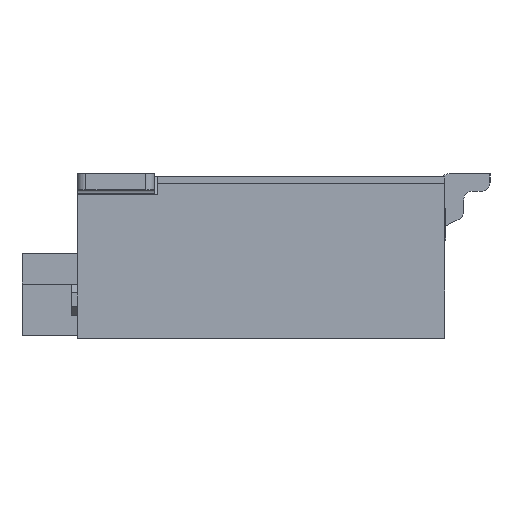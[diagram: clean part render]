
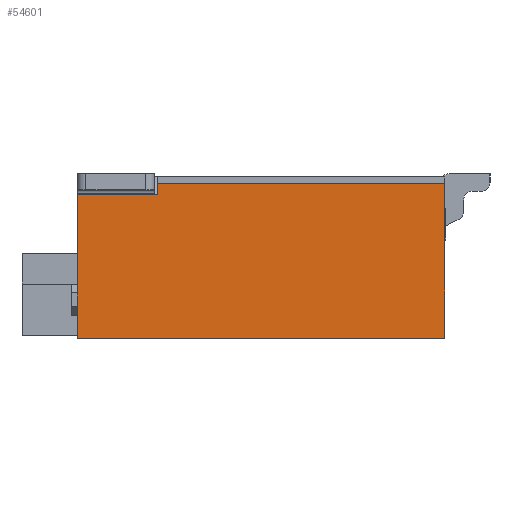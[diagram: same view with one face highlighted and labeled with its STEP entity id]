
A CAD part, left-side view. The second image highlights one B-rep face of the part: STEP entity #54601.
In plain terms, the highlighted planar face has unit normal (-1, 0, 0).
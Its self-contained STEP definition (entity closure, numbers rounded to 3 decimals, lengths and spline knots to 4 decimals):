
#1=DIRECTION('',(0.,-1.,0.));
#2=VECTOR('',#1,4.45);
#3=CARTESIAN_POINT('',(-11.225,1.6,1.145));
#4=LINE('',#3,#2);
#13=DIRECTION('',(0.,0.,-1.));
#14=VECTOR('',#13,0.17);
#15=CARTESIAN_POINT('',(-11.225,1.6,1.145));
#16=LINE('',#15,#14);
#191=DIRECTION('',(0.,1.,0.));
#192=VECTOR('',#191,5.7);
#193=CARTESIAN_POINT('',(-11.225,-2.85,-1.255));
#194=LINE('',#193,#192);
#383=DIRECTION('',(0.,0.,-1.));
#384=VECTOR('',#383,2.4);
#385=CARTESIAN_POINT('',(-11.225,-2.85,1.145));
#386=LINE('',#385,#384);
#8983=DIRECTION('',(0.,-1.,0.));
#8984=VECTOR('',#8983,1.25);
#8985=CARTESIAN_POINT('',(-11.225,2.85,0.975));
#8986=LINE('',#8985,#8984);
#9009=DIRECTION('',(0.,0.,1.));
#9010=VECTOR('',#9009,2.23);
#9011=CARTESIAN_POINT('',(-11.225,2.85,-1.255));
#9012=LINE('',#9011,#9010);
#42916=CARTESIAN_POINT('',(-11.225,1.6,1.145));
#42917=CARTESIAN_POINT('',(-11.225,-2.85,1.145));
#42918=VERTEX_POINT('',#42916);
#42919=VERTEX_POINT('',#42917);
#42920=CARTESIAN_POINT('',(-11.225,1.6,0.975));
#42921=VERTEX_POINT('',#42920);
#42922=CARTESIAN_POINT('',(-11.225,2.85,0.975));
#42923=VERTEX_POINT('',#42922);
#42924=CARTESIAN_POINT('',(-11.225,2.85,-1.255));
#42925=VERTEX_POINT('',#42924);
#42926=CARTESIAN_POINT('',(-11.225,-2.85,-1.255));
#42927=VERTEX_POINT('',#42926);
#54582=CARTESIAN_POINT('',(-11.225,0.,-0.055));
#54583=DIRECTION('',(1.,0.,0.));
#54584=DIRECTION('',(0.,-1.,0.));
#54585=AXIS2_PLACEMENT_3D('',#54582,#54583,#54584);
#54586=PLANE('',#54585);
#54588=ORIENTED_EDGE('',*,*,#54587,.T.);
#54590=ORIENTED_EDGE('',*,*,#54589,.T.);
#54592=ORIENTED_EDGE('',*,*,#54591,.T.);
#54594=ORIENTED_EDGE('',*,*,#54593,.T.);
#54596=ORIENTED_EDGE('',*,*,#54595,.T.);
#54598=ORIENTED_EDGE('',*,*,#54597,.F.);
#54599=EDGE_LOOP('',(#54588,#54590,#54592,#54594,#54596,#54598));
#54600=FACE_OUTER_BOUND('',#54599,.F.);
#54601=ADVANCED_FACE('',(#54600),#54586,.F.);
#54587=EDGE_CURVE('',#42918,#42919,#4,.T.);
#54589=EDGE_CURVE('',#42919,#42927,#386,.T.);
#54591=EDGE_CURVE('',#42927,#42925,#194,.T.);
#54593=EDGE_CURVE('',#42925,#42923,#9012,.T.);
#54595=EDGE_CURVE('',#42923,#42921,#8986,.T.);
#54597=EDGE_CURVE('',#42918,#42921,#16,.T.);
